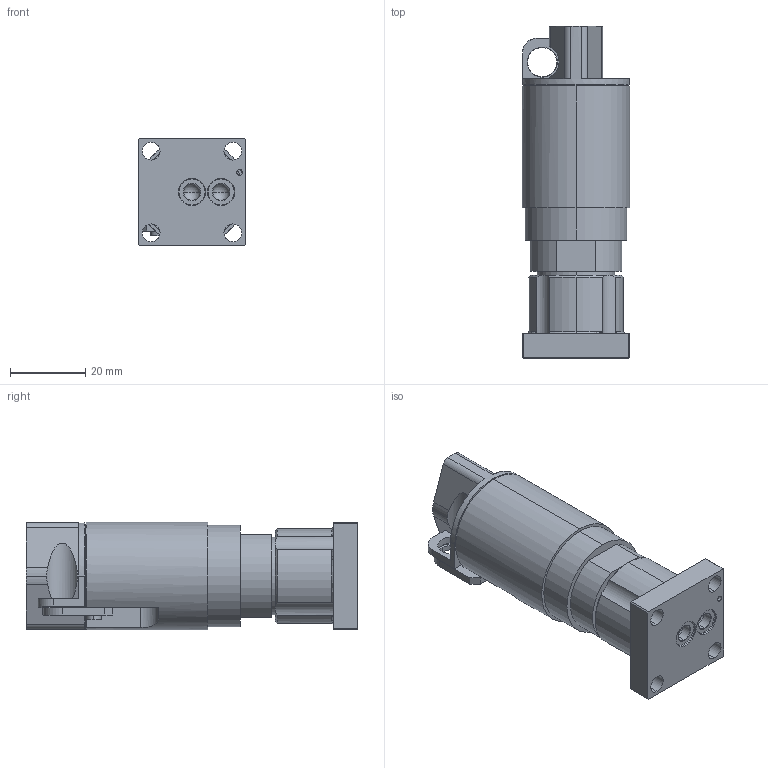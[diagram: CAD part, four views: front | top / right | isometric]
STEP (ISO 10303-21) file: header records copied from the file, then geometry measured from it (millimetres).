
FILE_DESCRIPTION (( 'STEP AP214' ), '1' );
FILE_NAME ('100000000529.STEP', '2025-11-04T06:34:20', ( 'Microsoft' ), ( 'Microsoft' ), 'SwSTEP 2.0', 'SolidWorks 2025', '' );
FILE_SCHEMA (( 'AUTOMOTIVE_DESIGN' ));
Length unit declared in the file: millimetre
Products named in the file (1): 100000000529
Bounding box: 28.6 x 88.4 x 28.6 mm (x, y, z)
Volume: 49592.3 mm3; surface area: 12937.9 mm2
Topology: 2 solids, 2 shells, 162 faces, 432 edges, 280 vertices
Faces by surface type: cylinder 74, plane 62, torus 13, cone 9, sphere 4
Entity records: 5318 total; most frequent: CARTESIAN_POINT 1104, DIRECTION 920, ORIENTED_EDGE 856, EDGE_CURVE 428, AXIS2_PLACEMENT_3D 359, VERTEX_POINT 280, LINE 202, VECTOR 202
